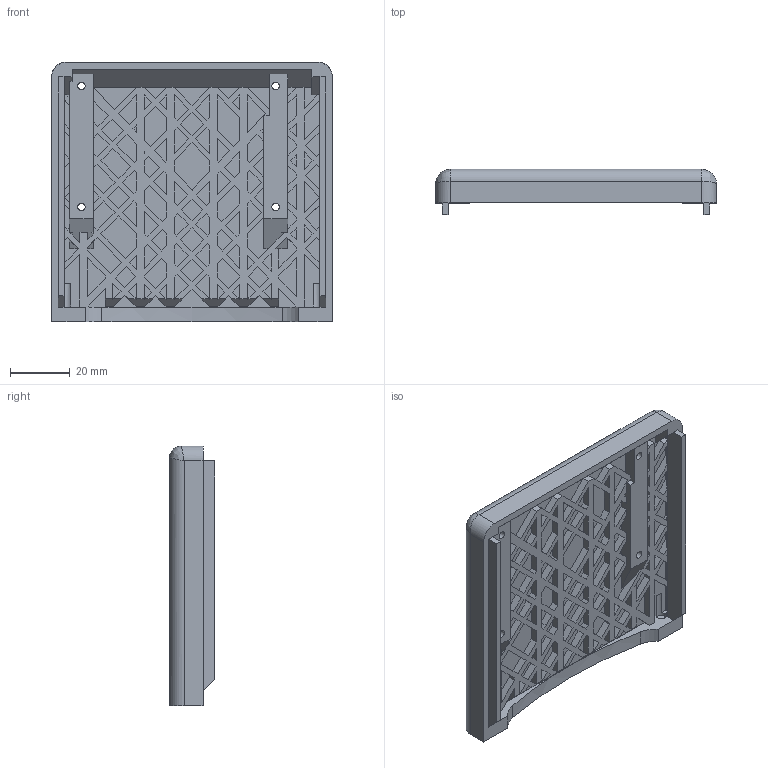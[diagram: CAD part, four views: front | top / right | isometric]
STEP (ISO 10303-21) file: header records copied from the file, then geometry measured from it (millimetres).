
FILE_DESCRIPTION(/* description */ (''),/* implementation_level */ '2;1');
FILE_NAME(/* name */ 'RemoteMOD v14.stp',/* time_stamp */ '2025-09-12T00:28:25+02:00',/* author */ (''),/* organization */ (''),/* preprocessor_version */ 'ST-DEVELOPER v20.1',/* originating_system */ 'Autodesk Translation Framework v14.10.0.0',/* authorisation */ '');
FILE_SCHEMA (('AUTOMOTIVE_DESIGN { 1 0 10303 214 3 1 1 }'));
Length unit declared in the file: millimetre
Products named in the file (1): Remote_MOD
Bounding box: 94 x 15.1 x 87 mm (x, y, z)
Volume: 60207 mm3; surface area: 28769.6 mm2
Topology: 1 solids, 1 shells, 670 faces, 1768 edges, 1170 vertices
Faces by surface type: plane 648, cylinder 20, bspline 2
Full cylindrical faces by diameter (mm): 2.5 x4, 3.5 x4, 4 x4
Entity records: 20473 total; most frequent: CARTESIAN_POINT 3785, ORIENTED_EDGE 3536, DIRECTION 3145, EDGE_CURVE 1768, LINE 1717, VECTOR 1717, VERTEX_POINT 1170, EDGE_LOOP 752
